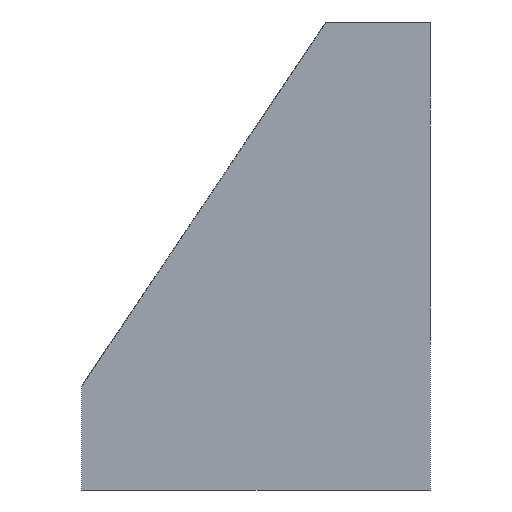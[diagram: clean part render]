
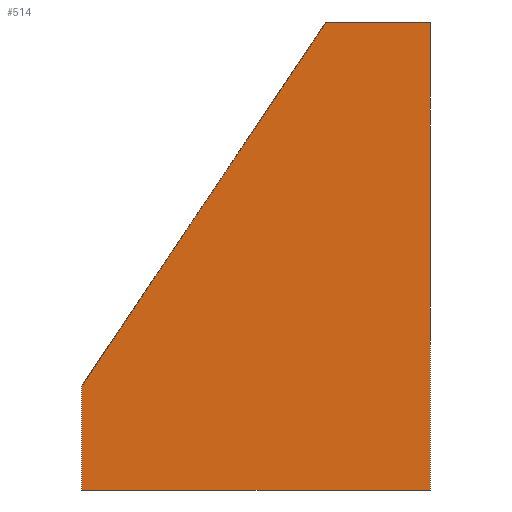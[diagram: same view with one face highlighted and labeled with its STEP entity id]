
A CAD part, front view. The second image highlights one B-rep face of the part: STEP entity #514.
In plain terms, the highlighted planar face has unit normal (0, -1, 0).
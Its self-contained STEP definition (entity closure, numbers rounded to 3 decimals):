
#194=EDGE_CURVE('',#334,#204,#546,.T.);
#204=VERTEX_POINT('',#558);
#284=EDGE_CURVE('',#390,#334,#647,.T.);
#334=VERTEX_POINT('',#702);
#348=EDGE_CURVE('',#390,#444,#718,.T.);
#364=EDGE_CURVE('',#422,#444,#737,.T.);
#390=VERTEX_POINT('',#765);
#416=EDGE_CURVE('',#204,#422,#791,.T.);
#422=VERTEX_POINT('',#797);
#444=VERTEX_POINT('',#821);
#514=ADVANCED_FACE('',(#900),#901,.T.);
#546=LINE('',#927,#928);
#558=CARTESIAN_POINT('',(0.0,-18.5,90.0));
#647=LINE('',#1094,#1095);
#702=CARTESIAN_POINT('',(0.0,-18.5,0.0));
#718=LINE('',#1200,#1201);
#737=LINE('',#1227,#1228);
#765=CARTESIAN_POINT('',(-67.0,-18.5,0.0));
#791=LINE('',#1347,#1348);
#797=CARTESIAN_POINT('',(-20.0,-18.5,90.0));
#821=CARTESIAN_POINT('',(-67.0,-18.5,20.0));
#900=FACE_OUTER_BOUND('',#1535,.T.);
#901=PLANE('',#1536);
#927=CARTESIAN_POINT('',(0.0,-18.5,0.0));
#928=VECTOR('',#1570,1.0);
#1094=CARTESIAN_POINT('',(-67.0,-18.5,0.0));
#1095=VECTOR('',#1682,1.0);
#1200=CARTESIAN_POINT('',(-67.0,-18.5,0.0));
#1201=VECTOR('',#1775,1.0);
#1227=CARTESIAN_POINT('',(-61.218,-18.5,28.611));
#1228=VECTOR('',#1796,1.0);
#1347=CARTESIAN_POINT('',(-67.0,-18.5,90.0));
#1348=VECTOR('',#1826,1.0);
#1535=EDGE_LOOP('',(#1966,#1967,#1968,#1969,#1970));
#1536=AXIS2_PLACEMENT_3D('',#1971,#1972,#1973);
#1570=DIRECTION('',(0.0,0.0,1.0));
#1682=DIRECTION('',(1.0,0.0,0.0));
#1775=DIRECTION('',(0.0,0.0,1.0));
#1796=DIRECTION('',(-0.557,0.0,-0.83));
#1826=DIRECTION('',(-1.0,0.0,0.0));
#1966=ORIENTED_EDGE('',*,*,#364,.T.);
#1967=ORIENTED_EDGE('',*,*,#348,.F.);
#1968=ORIENTED_EDGE('',*,*,#284,.T.);
#1969=ORIENTED_EDGE('',*,*,#194,.T.);
#1970=ORIENTED_EDGE('',*,*,#416,.T.);
#1971=CARTESIAN_POINT('',(0.0,-18.5,0.0));
#1972=DIRECTION('',(0.0,-1.0,0.0));
#1973=DIRECTION('',(0.0,0.0,-1.0));
